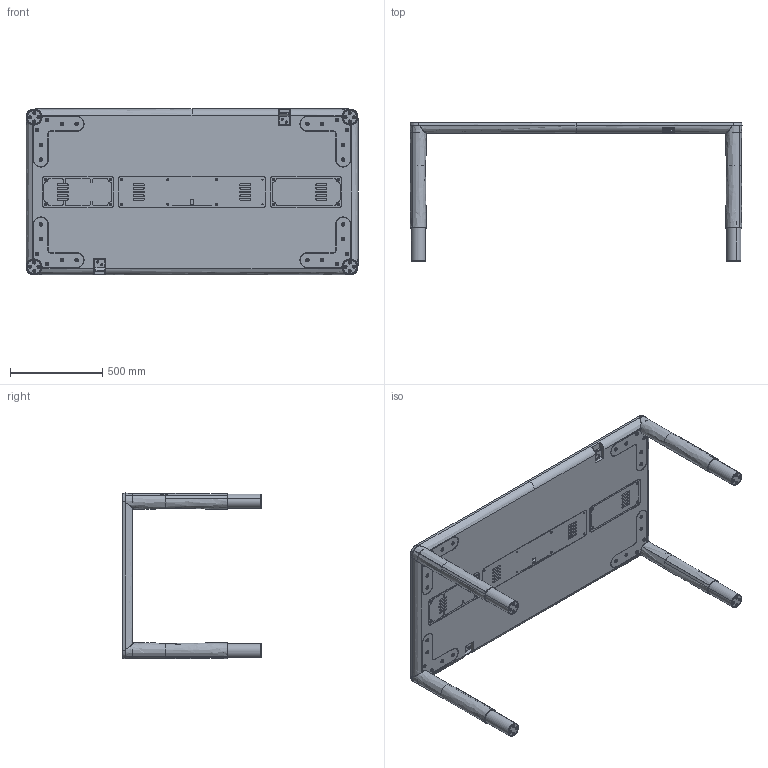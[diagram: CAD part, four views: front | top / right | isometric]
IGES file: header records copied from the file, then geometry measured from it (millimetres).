
Start section: SolidWorks IGES file using analytic representation for surfaces
Global section: file name: Arco-HAT-Rectangular-180x90-Jorre_van_Ast-3Dfile.IGS; native system: SolidWorks 2022; preprocessor: SolidWorks 2022; author: jellisg; date: 230329.111418; units: millimetre
Bounding box: 1800 x 750 x 900 mm (x, y, z)
Surface area: 5672479.9 mm2 (no closed solid volume)
Topology: 0 solids, 0 shells, 725 faces, 14816 edges, 14816 vertices
Faces by surface type: revolution 376, bspline 349
